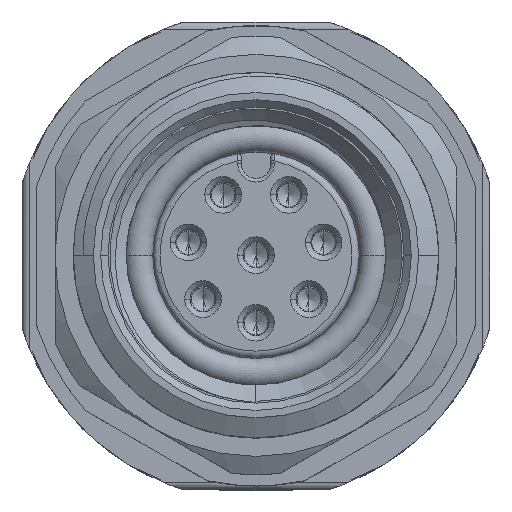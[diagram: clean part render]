
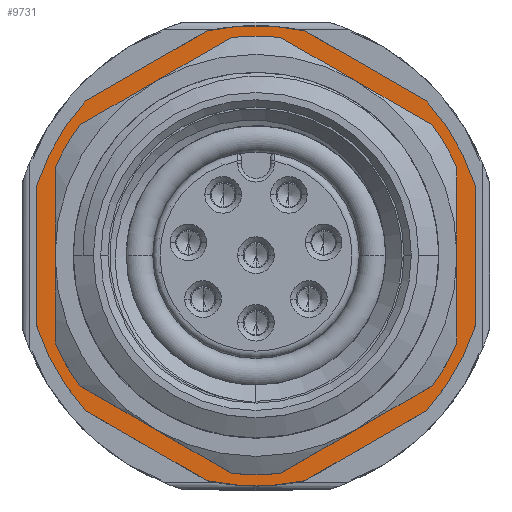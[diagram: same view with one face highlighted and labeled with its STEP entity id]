
A CAD part, top view. The second image highlights one B-rep face of the part: STEP entity #9731.
In plain terms, the highlighted planar face has unit normal (0, 0, 1).
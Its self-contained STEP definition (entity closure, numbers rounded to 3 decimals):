
#6306=CARTESIAN_POINT('',(0.,0.,-3.8));
#6307=DIRECTION('',(0.,0.,-1.));
#6308=DIRECTION('',(-0.212,0.977,0.));
#6309=AXIS2_PLACEMENT_3D('',#6306,#6307,#6308);
#6311=DIRECTION('',(0.866,-0.5,0.));
#6312=VECTOR('',#6311,3.842);
#6313=CARTESIAN_POINT('',(1.336,6.157,-3.8));
#6314=LINE('',#6313,#6312);
#6315=CARTESIAN_POINT('',(0.,0.,-3.8));
#6316=DIRECTION('',(0.,0.,-1.));
#6317=DIRECTION('',(0.74,0.672,0.));
#6318=AXIS2_PLACEMENT_3D('',#6315,#6316,#6317);
#6320=DIRECTION('',(0.,-1.,0.));
#6321=VECTOR('',#6320,3.842);
#6322=CARTESIAN_POINT('',(6.,1.921,-3.8));
#6323=LINE('',#6322,#6321);
#6324=CARTESIAN_POINT('',(0.,0.,-3.8));
#6325=DIRECTION('',(0.,0.,-1.));
#6326=DIRECTION('',(0.952,-0.305,0.));
#6327=AXIS2_PLACEMENT_3D('',#6324,#6325,#6326);
#6329=DIRECTION('',(-0.866,-0.5,0.));
#6330=VECTOR('',#6329,3.842);
#6331=CARTESIAN_POINT('',(4.664,-4.236,-3.8));
#6332=LINE('',#6331,#6330);
#6333=CARTESIAN_POINT('',(0.,0.,-3.8));
#6334=DIRECTION('',(0.,0.,-1.));
#6335=DIRECTION('',(0.212,-0.977,0.));
#6336=AXIS2_PLACEMENT_3D('',#6333,#6334,#6335);
#6338=DIRECTION('',(-0.866,0.5,0.));
#6339=VECTOR('',#6338,3.842);
#6340=CARTESIAN_POINT('',(-1.336,-6.157,-3.8));
#6341=LINE('',#6340,#6339);
#6342=CARTESIAN_POINT('',(0.,0.,-3.8));
#6343=DIRECTION('',(0.,0.,-1.));
#6344=DIRECTION('',(-0.74,-0.672,0.));
#6345=AXIS2_PLACEMENT_3D('',#6342,#6343,#6344);
#6347=DIRECTION('',(0.,1.,0.));
#6348=VECTOR('',#6347,3.842);
#6349=CARTESIAN_POINT('',(-6.,-1.921,-3.8));
#6350=LINE('',#6349,#6348);
#6351=CARTESIAN_POINT('',(0.,0.,-3.8));
#6352=DIRECTION('',(0.,0.,-1.));
#6353=DIRECTION('',(-0.952,0.305,0.));
#6354=AXIS2_PLACEMENT_3D('',#6351,#6352,#6353);
#6356=DIRECTION('',(0.866,0.5,0.));
#6357=VECTOR('',#6356,3.842);
#6358=CARTESIAN_POINT('',(-4.664,4.236,-3.8));
#6359=LINE('',#6358,#6357);
#6360=CARTESIAN_POINT('',(0.,0.,-3.8));
#6361=DIRECTION('',(0.,0.,1.));
#6362=DIRECTION('',(-1.,0.,0.));
#6363=AXIS2_PLACEMENT_3D('',#6360,#6361,#6362);
#6365=CARTESIAN_POINT('',(0.,0.,-3.8));
#6366=DIRECTION('',(0.,0.,1.));
#6367=DIRECTION('',(1.,0.,0.));
#6368=AXIS2_PLACEMENT_3D('',#6365,#6366,#6367);
#8976=CARTESIAN_POINT('',(-1.336,6.157,-3.8));
#8977=CARTESIAN_POINT('',(1.336,6.157,-3.8));
#8978=VERTEX_POINT('',#8976);
#8979=VERTEX_POINT('',#8977);
#8980=CARTESIAN_POINT('',(4.664,4.236,-3.8));
#8981=VERTEX_POINT('',#8980);
#8982=CARTESIAN_POINT('',(6.,1.921,-3.8));
#8983=VERTEX_POINT('',#8982);
#8984=CARTESIAN_POINT('',(6.,-1.921,-3.8));
#8985=VERTEX_POINT('',#8984);
#8986=CARTESIAN_POINT('',(4.664,-4.236,-3.8));
#8987=VERTEX_POINT('',#8986);
#8988=CARTESIAN_POINT('',(1.336,-6.157,-3.8));
#8989=VERTEX_POINT('',#8988);
#8990=CARTESIAN_POINT('',(-1.336,-6.157,-3.8));
#8991=VERTEX_POINT('',#8990);
#8992=CARTESIAN_POINT('',(-4.664,-4.236,-3.8));
#8993=VERTEX_POINT('',#8992);
#8994=CARTESIAN_POINT('',(-6.,-1.921,-3.8));
#8995=VERTEX_POINT('',#8994);
#8996=CARTESIAN_POINT('',(-6.,1.921,-3.8));
#8997=VERTEX_POINT('',#8996);
#8998=CARTESIAN_POINT('',(-4.664,4.236,-3.8));
#8999=VERTEX_POINT('',#8998);
#9018=CARTESIAN_POINT('',(-4.7,0.,-3.8));
#9019=CARTESIAN_POINT('',(4.7,0.,-3.8));
#9020=VERTEX_POINT('',#9018);
#9021=VERTEX_POINT('',#9019);
#9694=CARTESIAN_POINT('',(0.,0.,-3.8));
#9695=DIRECTION('',(0.,0.,-1.));
#9696=DIRECTION('',(-1.,0.,0.));
#9697=AXIS2_PLACEMENT_3D('',#9694,#9695,#9696);
#9698=PLANE('',#9697);
#9700=ORIENTED_EDGE('',*,*,#9699,.T.);
#9702=ORIENTED_EDGE('',*,*,#9701,.T.);
#9704=ORIENTED_EDGE('',*,*,#9703,.T.);
#9706=ORIENTED_EDGE('',*,*,#9705,.T.);
#9708=ORIENTED_EDGE('',*,*,#9707,.T.);
#9710=ORIENTED_EDGE('',*,*,#9709,.T.);
#9712=ORIENTED_EDGE('',*,*,#9711,.T.);
#9714=ORIENTED_EDGE('',*,*,#9713,.T.);
#9716=ORIENTED_EDGE('',*,*,#9715,.T.);
#9718=ORIENTED_EDGE('',*,*,#9717,.T.);
#9720=ORIENTED_EDGE('',*,*,#9719,.T.);
#9722=ORIENTED_EDGE('',*,*,#9721,.T.);
#9723=EDGE_LOOP('',(#9700,#9702,#9704,#9706,#9708,#9710,#9712,#9714,#9716,#9718,
#9720,#9722));
#9724=FACE_OUTER_BOUND('',#9723,.F.);
#9726=ORIENTED_EDGE('',*,*,#9725,.T.);
#9728=ORIENTED_EDGE('',*,*,#9727,.T.);
#9729=EDGE_LOOP('',(#9726,#9728));
#9730=FACE_BOUND('',#9729,.F.);
#6310=CIRCLE('',#6309,6.3);
#6319=CIRCLE('',#6318,6.3);
#6328=CIRCLE('',#6327,6.3);
#6337=CIRCLE('',#6336,6.3);
#6346=CIRCLE('',#6345,6.3);
#6355=CIRCLE('',#6354,6.3);
#6364=CIRCLE('',#6363,4.7);
#6369=CIRCLE('',#6368,4.7);
#9699=EDGE_CURVE('',#8978,#8979,#6310,.T.);
#9701=EDGE_CURVE('',#8979,#8981,#6314,.T.);
#9703=EDGE_CURVE('',#8981,#8983,#6319,.T.);
#9705=EDGE_CURVE('',#8983,#8985,#6323,.T.);
#9707=EDGE_CURVE('',#8985,#8987,#6328,.T.);
#9709=EDGE_CURVE('',#8987,#8989,#6332,.T.);
#9711=EDGE_CURVE('',#8989,#8991,#6337,.T.);
#9713=EDGE_CURVE('',#8991,#8993,#6341,.T.);
#9715=EDGE_CURVE('',#8993,#8995,#6346,.T.);
#9717=EDGE_CURVE('',#8995,#8997,#6350,.T.);
#9719=EDGE_CURVE('',#8997,#8999,#6355,.T.);
#9721=EDGE_CURVE('',#8999,#8978,#6359,.T.);
#9725=EDGE_CURVE('',#9020,#9021,#6364,.T.);
#9727=EDGE_CURVE('',#9021,#9020,#6369,.T.);
#9731=ADVANCED_FACE('',(#9724,#9730),#9698,.F.);
